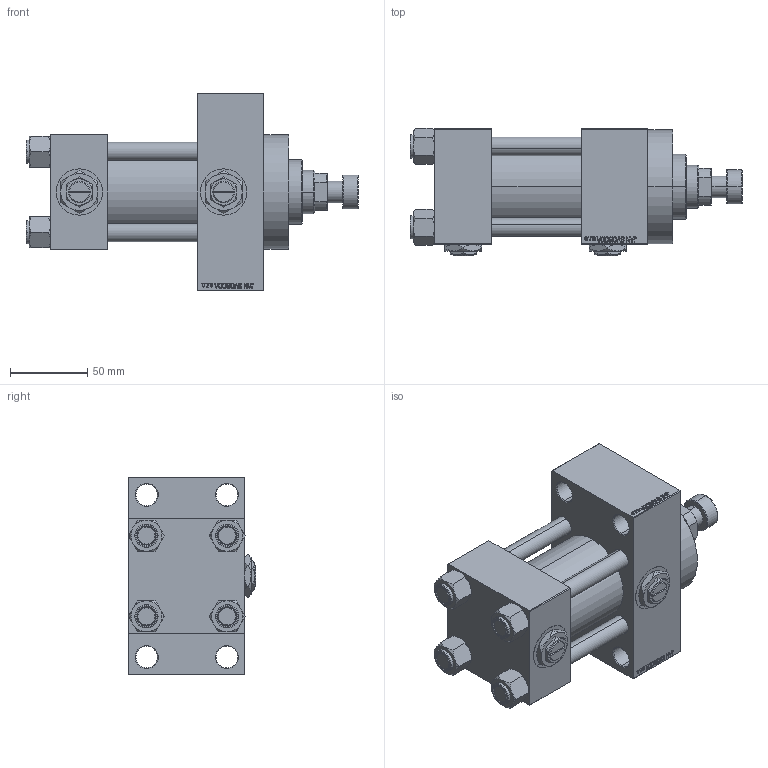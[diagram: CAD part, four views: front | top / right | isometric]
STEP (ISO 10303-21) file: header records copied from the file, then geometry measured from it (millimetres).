
FILE_DESCRIPTION (( 'STEP AP203' ), '1' );
FILE_NAME ('bdd4.STEP', '2023-08-23T13:59:30', ( '' ), ( '' ), 'SwSTEP 2.0', 'SolidWorks 2019', '' );
FILE_SCHEMA (( 'CONFIG_CONTROL_DESIGN' ));
Length unit declared in the file: millimetre
Products named in the file (8): NUT_M5_D 22664c195f5850e1120163d91f8f2025; V215CR_D_TYCINKA 22664c195f5850e1120163d91f8f2025; Zatka_pro_OIL_PORT 22664c195f5850e1120163d91f8f2025; bdd4; V215CR_D_Body 22664c195f5850e1120163d91f8f2025; V215_VC_A 22664c195f5850e1120163d91f8f2025; V215CR_ROD_END_W 22664c195f5850e1120163d91f8f2025; V215CR_VCP_D 22664c195f5850e1120163d91f8f2025
Assembly tree (14 placements, depth 2):
  bdd4
    V215CR_D_Body 22664c195f5850e1120163d91f8f2025
    V215CR_VCP_D 22664c195f5850e1120163d91f8f2025
    NUT_M5_D 22664c195f5850e1120163d91f8f2025  x4
    V215CR_D_TYCINKA 22664c195f5850e1120163d91f8f2025  x4
    V215_VC_A 22664c195f5850e1120163d91f8f2025
    V215CR_ROD_END_W 22664c195f5850e1120163d91f8f2025
    Zatka_pro_OIL_PORT 22664c195f5850e1120163d91f8f2025  x2
Bounding box: 215 x 82.27 x 128 mm (x, y, z)
Volume: 816289.9 mm3; surface area: 175341.7 mm2
Topology: 14 solids, 14 shells, 1219 faces, 3010 edges, 1937 vertices
Faces by surface type: plane 549, bspline 368, cone 186, cylinder 104, torus 12
Entity records: 49752 total; most frequent: CARTESIAN_POINT 25770, ORIENTED_EDGE 5320, DIRECTION 3528, EDGE_CURVE 2660, VERTEX_POINT 1735, VECTOR 1558, LINE 1558, EDGE_LOOP 1197
